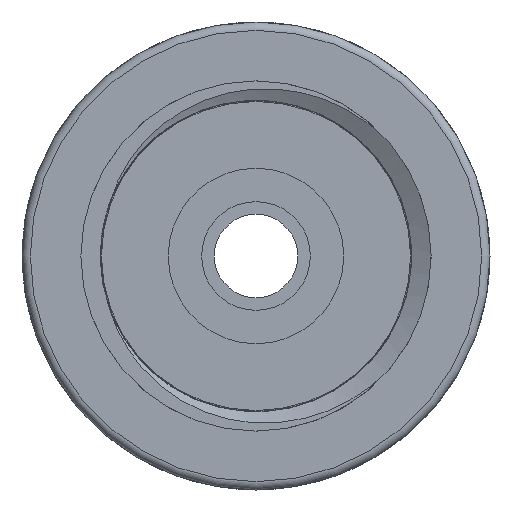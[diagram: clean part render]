
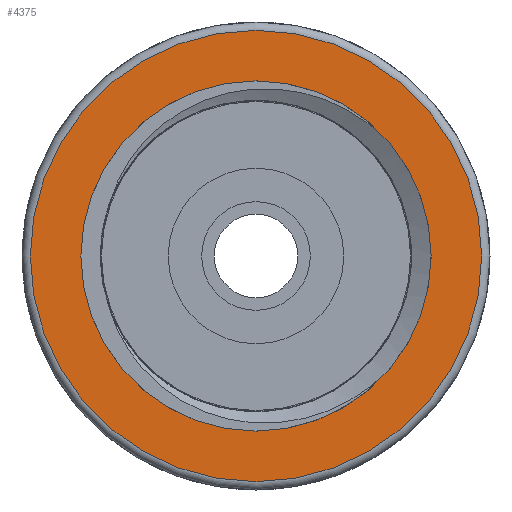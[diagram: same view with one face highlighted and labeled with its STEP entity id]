
A CAD part, front view. The second image highlights one B-rep face of the part: STEP entity #4375.
In plain terms, the highlighted planar face has unit normal (0, -1, 0).
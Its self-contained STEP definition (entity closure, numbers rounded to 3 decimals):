
#3677=PLANE('',#14599);
#4375=ADVANCED_FACE('',(#5262,#5263),#3677,.T.);
#5262=FACE_BOUND('',#5389,.T.);
#5263=FACE_BOUND('',#5390,.T.);
#5389=EDGE_LOOP('',(#6926));
#5390=EDGE_LOOP('',(#6927));
#6926=ORIENTED_EDGE('',*,*,#12748,.T.);
#6927=ORIENTED_EDGE('',*,*,#12744,.T.);
#11249=VERTEX_POINT('',#22742);
#11251=VERTEX_POINT('',#23811);
#12744=EDGE_CURVE('',#11249,#11249,#14356,.T.);
#12748=EDGE_CURVE('',#11251,#11251,#14358,.T.);
#14356=CIRCLE('',#14593,10.478);
#14358=CIRCLE('',#14598,13.5);
#14593=AXIS2_PLACEMENT_3D('',#22741,#15768,#15769);
#14598=AXIS2_PLACEMENT_3D('',#23810,#15778,#15779);
#14599=AXIS2_PLACEMENT_3D('',#23812,#15780,#15781);
#15768=DIRECTION('',(0.,1.,0.));
#15769=DIRECTION('',(-1.,0.,0.));
#15778=DIRECTION('',(0.,-1.,0.));
#15779=DIRECTION('',(1.,0.,0.));
#15780=DIRECTION('',(0.,-1.,0.));
#15781=DIRECTION('',(1.,0.,0.));
#22741=CARTESIAN_POINT('',(-275.965,-42.66,0.));
#22742=CARTESIAN_POINT('',(-286.443,-42.66,0.));
#23810=CARTESIAN_POINT('',(-275.965,-42.66,0.));
#23811=CARTESIAN_POINT('',(-262.465,-42.66,0.));
#23812=CARTESIAN_POINT('',(-275.965,-42.66,0.));
